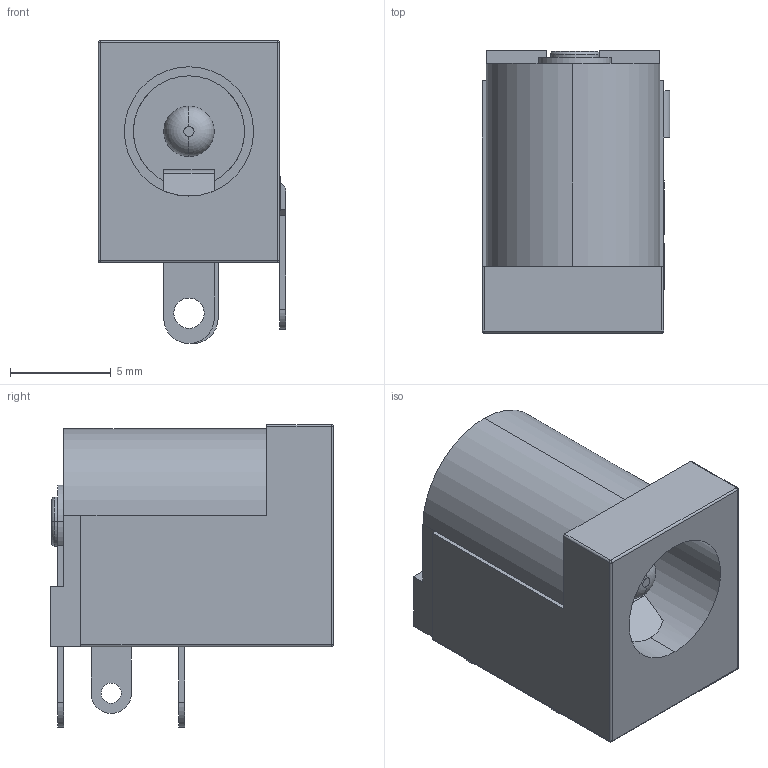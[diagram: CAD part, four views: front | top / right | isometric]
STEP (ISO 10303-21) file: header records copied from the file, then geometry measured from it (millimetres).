
FILE_DESCRIPTION (( 'STEP AP214' ), '1' );
FILE_NAME ('DC-IN-TH_DC-005-A250.step', '2022-06-21T13:42:02', ( '' ), ( '' ), 'SwSTEP 2.0', 'SolidWorks 2020', '' );
FILE_SCHEMA (( 'AUTOMOTIVE_DESIGN' ));
Length unit declared in the file: millimetre
Products named in the file (1): DC-IN-TH_DC-005-A250
Bounding box: 9.3 x 14 x 15 mm (x, y, z)
Volume: 1000.1 mm3; surface area: 1190 mm2
Topology: 3 solids, 3 shells, 385 faces, 1034 edges, 680 vertices
Faces by surface type: plane 220, bspline 112, cylinder 43, torus 6, sphere 4
Entity records: 17437 total; most frequent: CARTESIAN_POINT 4248, ORIENTED_EDGE 2060, DIRECTION 1436, EDGE_CURVE 1030, LINE 692, VECTOR 692, VERTEX_POINT 680, EDGE_LOOP 424
